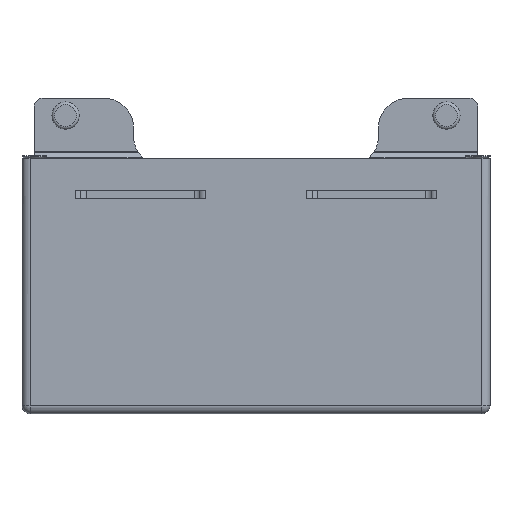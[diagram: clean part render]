
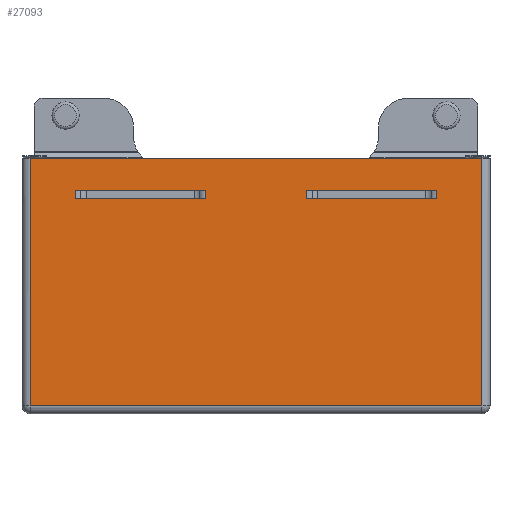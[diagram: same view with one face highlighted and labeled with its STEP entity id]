
A CAD part, left-side view. The second image highlights one B-rep face of the part: STEP entity #27093.
In plain terms, the highlighted planar face has unit normal (-1, 0, 0).
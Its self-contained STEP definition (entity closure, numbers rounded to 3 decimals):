
#211 = VECTOR ( 'NONE', #24665, 1000. ) ;
#728 = CARTESIAN_POINT ( 'NONE',  ( -25.25, 86., 33.5 ) ) ;
#993 = CARTESIAN_POINT ( 'NONE',  ( -25.25, 86., 33.5 ) ) ;
#1570 = LINE ( 'NONE', #29128, #20339 ) ;
#1635 = PLANE ( 'NONE',  #18698 ) ;
#1742 = ORIENTED_EDGE ( 'NONE', *, *, #13079, .T. ) ;
#2061 = DIRECTION ( 'NONE',  ( 0., 0., 1. ) ) ;
#2108 = DIRECTION ( 'NONE',  ( 0., 0., -1. ) ) ;
#2126 = VECTOR ( 'NONE', #7908, 1000. ) ;
#2220 = VERTEX_POINT ( 'NONE', #13410 ) ;
#3416 = VERTEX_POINT ( 'NONE', #6747 ) ;
#3574 = VERTEX_POINT ( 'NONE', #11596 ) ;
#3716 = DIRECTION ( 'NONE',  ( 1., 0., 0. ) ) ;
#3733 = FACE_BOUND ( 'NONE', #28098, .T. ) ;
#5121 = VECTOR ( 'NONE', #2108, 1000. ) ;
#5246 = CARTESIAN_POINT ( 'NONE',  ( -25.25, -66.481, 36.5 ) ) ;
#5294 = CARTESIAN_POINT ( 'NONE',  ( -25.25, -66.481, 45.5 ) ) ;
#5392 = LINE ( 'NONE', #17744, #33300 ) ;
#6412 = EDGE_CURVE ( 'NONE', #36057, #24938, #22599, .T. ) ;
#6747 = CARTESIAN_POINT ( 'NONE',  ( -25.25, -18.519, 36.5 ) ) ;
#6892 = DIRECTION ( 'NONE',  ( 0., 0., 1. ) ) ;
#7254 = VERTEX_POINT ( 'NONE', #22169 ) ;
#7592 = ORIENTED_EDGE ( 'NONE', *, *, #16018, .T. ) ;
#7908 = DIRECTION ( 'NONE',  ( 0., 1., 0. ) ) ;
#8295 = CARTESIAN_POINT ( 'NONE',  ( -25.25, -66.481, 33.5 ) ) ;
#8543 = VECTOR ( 'NONE', #2061, 1000. ) ;
#8771 = CARTESIAN_POINT ( 'NONE',  ( -25.25, 18.519, 36.5 ) ) ;
#9088 = DIRECTION ( 'NONE',  ( 0., 0., 1. ) ) ;
#10012 = LINE ( 'NONE', #32875, #2126 ) ;
#10540 = CARTESIAN_POINT ( 'NONE',  ( -25.25, -83., 48.5 ) ) ;
#10607 = VERTEX_POINT ( 'NONE', #10540 ) ;
#10664 = VECTOR ( 'NONE', #24017, 1000. ) ;
#11132 = LINE ( 'NONE', #13580, #211 ) ;
#11154 = ORIENTED_EDGE ( 'NONE', *, *, #26345, .T. ) ;
#11596 = CARTESIAN_POINT ( 'NONE',  ( -25.25, -18.519, 33.5 ) ) ;
#11609 = VERTEX_POINT ( 'NONE', #19414 ) ;
#12969 = ORIENTED_EDGE ( 'NONE', *, *, #34940, .F. ) ;
#13079 = EDGE_CURVE ( 'NONE', #7254, #10607, #5392, .T. ) ;
#13100 = ORIENTED_EDGE ( 'NONE', *, *, #24910, .T. ) ;
#13410 = CARTESIAN_POINT ( 'NONE',  ( -25.25, 66.481, 36.5 ) ) ;
#13489 = CARTESIAN_POINT ( 'NONE',  ( -25.25, 18.519, 45.5 ) ) ;
#13580 = CARTESIAN_POINT ( 'NONE',  ( -25.25, 86., 36.5 ) ) ;
#14286 = VERTEX_POINT ( 'NONE', #15350 ) ;
#14424 = VECTOR ( 'NONE', #6892, 1000. ) ;
#14510 = DIRECTION ( 'NONE',  ( 0., -1., 0. ) ) ;
#15152 = VECTOR ( 'NONE', #23332, 1000. ) ;
#15340 = VECTOR ( 'NONE', #32844, 1000. ) ;
#15350 = CARTESIAN_POINT ( 'NONE',  ( -25.25, 83., -42.5 ) ) ;
#15547 = CARTESIAN_POINT ( 'NONE',  ( -25.25, -18.519, 45.5 ) ) ;
#15554 = FACE_BOUND ( 'NONE', #21699, .T. ) ;
#15877 = VERTEX_POINT ( 'NONE', #8295 ) ;
#16018 = EDGE_CURVE ( 'NONE', #14286, #7254, #33699, .T. ) ;
#17320 = CARTESIAN_POINT ( 'NONE',  ( -25.25, 83., 48.5 ) ) ;
#17467 = CARTESIAN_POINT ( 'NONE',  ( -25.25, 18.519, 33.5 ) ) ;
#17733 = ORIENTED_EDGE ( 'NONE', *, *, #28347, .F. ) ;
#17744 = CARTESIAN_POINT ( 'NONE',  ( -25.25, -83., 45.5 ) ) ;
#18343 = ORIENTED_EDGE ( 'NONE', *, *, #20260, .F. ) ;
#18647 = VECTOR ( 'NONE', #20248, 1000. ) ;
#18698 = AXIS2_PLACEMENT_3D ( 'NONE', #32255, #3716, #34328 ) ;
#18813 = EDGE_CURVE ( 'NONE', #3574, #3416, #24434, .T. ) ;
#19212 = ORIENTED_EDGE ( 'NONE', *, *, #28661, .T. ) ;
#19414 = CARTESIAN_POINT ( 'NONE',  ( -25.25, 66.481, 33.5 ) ) ;
#19747 = ORIENTED_EDGE ( 'NONE', *, *, #35929, .T. ) ;
#20248 = DIRECTION ( 'NONE',  ( 0., 1., 0. ) ) ;
#20260 = EDGE_CURVE ( 'NONE', #21976, #3416, #10012, .T. ) ;
#20339 = VECTOR ( 'NONE', #35184, 1000. ) ;
#20694 = LINE ( 'NONE', #35223, #10664 ) ;
#21699 = EDGE_LOOP ( 'NONE', ( #28980, #11154, #19747, #17733 ) ) ;
#21976 = VERTEX_POINT ( 'NONE', #5246 ) ;
#22169 = CARTESIAN_POINT ( 'NONE',  ( -25.25, -83., -42.5 ) ) ;
#22599 = LINE ( 'NONE', #13489, #5121 ) ;
#23332 = DIRECTION ( 'NONE',  ( 0., 1., 0. ) ) ;
#24017 = DIRECTION ( 'NONE',  ( 0., 0., -1. ) ) ;
#24434 = LINE ( 'NONE', #15547, #14424 ) ;
#24665 = DIRECTION ( 'NONE',  ( 0., 1., 0. ) ) ;
#24910 = EDGE_CURVE ( 'NONE', #15877, #3574, #26920, .T. ) ;
#24938 = VERTEX_POINT ( 'NONE', #17467 ) ;
#25135 = FACE_OUTER_BOUND ( 'NONE', #27664, .T. ) ;
#25173 = LINE ( 'NONE', #993, #15152 ) ;
#26345 = EDGE_CURVE ( 'NONE', #24938, #11609, #25173, .T. ) ;
#26920 = LINE ( 'NONE', #728, #18647 ) ;
#27087 = ORIENTED_EDGE ( 'NONE', *, *, #18813, .T. ) ;
#27093 = ADVANCED_FACE ( 'NONE', ( #15554, #3733, #25135 ), #1635, .F. ) ;
#27664 = EDGE_LOOP ( 'NONE', ( #7592, #1742, #12969, #19212 ) ) ;
#28071 = VECTOR ( 'NONE', #14510, 1000. ) ;
#28098 = EDGE_LOOP ( 'NONE', ( #33195, #13100, #27087, #18343 ) ) ;
#28196 = CARTESIAN_POINT ( 'NONE',  ( -25.25, 86., -42.5 ) ) ;
#28347 = EDGE_CURVE ( 'NONE', #36057, #2220, #11132, .T. ) ;
#28661 = EDGE_CURVE ( 'NONE', #36130, #14286, #20694, .T. ) ;
#28980 = ORIENTED_EDGE ( 'NONE', *, *, #6412, .T. ) ;
#29128 = CARTESIAN_POINT ( 'NONE',  ( -25.25, 83., 48.5 ) ) ;
#30350 = CARTESIAN_POINT ( 'NONE',  ( -25.25, 66.481, 45.5 ) ) ;
#31647 = LINE ( 'NONE', #30350, #8543 ) ;
#31655 = EDGE_CURVE ( 'NONE', #21976, #15877, #32776, .T. ) ;
#32255 = CARTESIAN_POINT ( 'NONE',  ( -25.25, 86., 45.5 ) ) ;
#32776 = LINE ( 'NONE', #5294, #15340 ) ;
#32844 = DIRECTION ( 'NONE',  ( 0., 0., -1. ) ) ;
#32875 = CARTESIAN_POINT ( 'NONE',  ( -25.25, 86., 36.5 ) ) ;
#33195 = ORIENTED_EDGE ( 'NONE', *, *, #31655, .T. ) ;
#33300 = VECTOR ( 'NONE', #9088, 1000. ) ;
#33699 = LINE ( 'NONE', #28196, #28071 ) ;
#34328 = DIRECTION ( 'NONE',  ( 0., 1., 0. ) ) ;
#34940 = EDGE_CURVE ( 'NONE', #36130, #10607, #1570, .T. ) ;
#35184 = DIRECTION ( 'NONE',  ( 0., -1., 0. ) ) ;
#35223 = CARTESIAN_POINT ( 'NONE',  ( -25.25, 83., 45.5 ) ) ;
#35929 = EDGE_CURVE ( 'NONE', #11609, #2220, #31647, .T. ) ;
#36057 = VERTEX_POINT ( 'NONE', #8771 ) ;
#36130 = VERTEX_POINT ( 'NONE', #17320 ) ;
